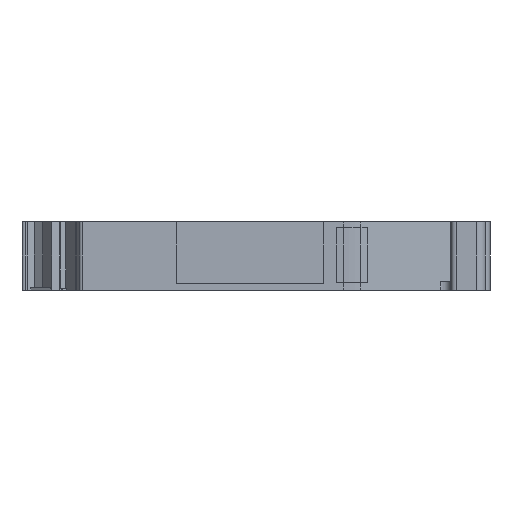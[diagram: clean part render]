
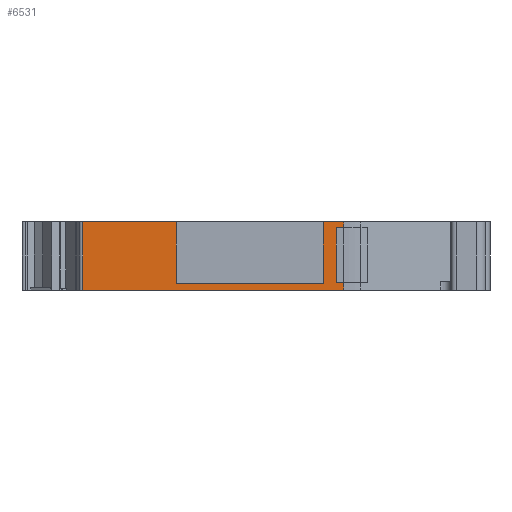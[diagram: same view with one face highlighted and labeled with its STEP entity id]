
A CAD part, left-side view. The second image highlights one B-rep face of the part: STEP entity #6531.
In plain terms, the highlighted planar face has unit normal (-1, 0, 0).
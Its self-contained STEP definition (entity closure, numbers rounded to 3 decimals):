
#111 = EDGE_CURVE ( 'NONE', #7686, #3350, #3966, .T. ) ;
#274 = CARTESIAN_POINT ( 'NONE',  ( -24.7, 38.528, 8. ) ) ;
#362 = DIRECTION ( 'NONE',  ( 0., 0., -1. ) ) ;
#373 = ORIENTED_EDGE ( 'NONE', *, *, #1586, .F. ) ;
#391 = VERTEX_POINT ( 'NONE', #4957 ) ;
#399 = AXIS2_PLACEMENT_3D ( 'NONE', #4659, #3495, #2915 ) ;
#576 = DIRECTION ( 'NONE',  ( 0., 0., -1. ) ) ;
#648 = CARTESIAN_POINT ( 'NONE',  ( -24.7, 8.002, 0. ) ) ;
#811 = CARTESIAN_POINT ( 'NONE',  ( -24.7, 8.002, 0.9 ) ) ;
#886 = CARTESIAN_POINT ( 'NONE',  ( -24.7, 8.002, 8. ) ) ;
#958 = VERTEX_POINT ( 'NONE', #811 ) ;
#1282 = VECTOR ( 'NONE', #7069, 1000. ) ;
#1321 = EDGE_LOOP ( 'NONE', ( #2481, #5646, #3209, #4016, #6832, #2158, #3195, #3009, #373, #1616, #3445, #1672 ) ) ;
#1333 = DIRECTION ( 'NONE',  ( 0., -1., 0. ) ) ;
#1409 = VERTEX_POINT ( 'NONE', #5608 ) ;
#1410 = VERTEX_POINT ( 'NONE', #5525 ) ;
#1446 = LINE ( 'NONE', #7097, #1282 ) ;
#1510 = DIRECTION ( 'NONE',  ( 0., -1., 0. ) ) ;
#1526 = CARTESIAN_POINT ( 'NONE',  ( -24.7, 38.528, 0. ) ) ;
#1586 = EDGE_CURVE ( 'NONE', #5903, #2106, #6816, .T. ) ;
#1616 = ORIENTED_EDGE ( 'NONE', *, *, #7614, .F. ) ;
#1672 = ORIENTED_EDGE ( 'NONE', *, *, #7649, .F. ) ;
#1873 = CARTESIAN_POINT ( 'NONE',  ( -24.7, 8.002, 8. ) ) ;
#1995 = EDGE_CURVE ( 'NONE', #2106, #3660, #2858, .T. ) ;
#2029 = CARTESIAN_POINT ( 'NONE',  ( -24.7, 27.608, 0.9 ) ) ;
#2106 = VERTEX_POINT ( 'NONE', #1873 ) ;
#2108 = CARTESIAN_POINT ( 'NONE',  ( -24.7, 27.608, 0.8 ) ) ;
#2158 = ORIENTED_EDGE ( 'NONE', *, *, #4922, .F. ) ;
#2481 = ORIENTED_EDGE ( 'NONE', *, *, #5295, .F. ) ;
#2531 = DIRECTION ( 'NONE',  ( 0., 0., -1. ) ) ;
#2557 = CARTESIAN_POINT ( 'NONE',  ( -24.7, 8.002, 8. ) ) ;
#2858 = LINE ( 'NONE', #2557, #3299 ) ;
#2915 = DIRECTION ( 'NONE',  ( 0., 0., -1. ) ) ;
#3009 = ORIENTED_EDGE ( 'NONE', *, *, #1995, .F. ) ;
#3166 = DIRECTION ( 'NONE',  ( 0., 1., 0. ) ) ;
#3190 = CARTESIAN_POINT ( 'NONE',  ( -24.7, 8.904, 0.9 ) ) ;
#3195 = ORIENTED_EDGE ( 'NONE', *, *, #7605, .F. ) ;
#3209 = ORIENTED_EDGE ( 'NONE', *, *, #111, .T. ) ;
#3240 = CARTESIAN_POINT ( 'NONE',  ( -24.7, 10.408, 0.9 ) ) ;
#3299 = VECTOR ( 'NONE', #2531, 1000. ) ;
#3350 = VERTEX_POINT ( 'NONE', #648 ) ;
#3445 = ORIENTED_EDGE ( 'NONE', *, *, #7641, .F. ) ;
#3495 = DIRECTION ( 'NONE',  ( 1., 0., 0. ) ) ;
#3513 = VERTEX_POINT ( 'NONE', #7255 ) ;
#3530 = EDGE_CURVE ( 'NONE', #3513, #958, #1446, .T. ) ;
#3628 = CARTESIAN_POINT ( 'NONE',  ( -24.7, 27.608, 0.8 ) ) ;
#3660 = VERTEX_POINT ( 'NONE', #6373 ) ;
#3896 = PLANE ( 'NONE',  #399 ) ;
#3936 = VECTOR ( 'NONE', #1333, 1000. ) ;
#3957 = VECTOR ( 'NONE', #6578, 1000. ) ;
#3966 = LINE ( 'NONE', #6614, #3957 ) ;
#3970 = LINE ( 'NONE', #886, #3936 ) ;
#4016 = ORIENTED_EDGE ( 'NONE', *, *, #7573, .F. ) ;
#4112 = VERTEX_POINT ( 'NONE', #3628 ) ;
#4384 = CARTESIAN_POINT ( 'NONE',  ( -24.7, 8.904, 7.3 ) ) ;
#4386 = DIRECTION ( 'NONE',  ( 0., -1., 0. ) ) ;
#4510 = CARTESIAN_POINT ( 'NONE',  ( -24.7, 8.002, 8. ) ) ;
#4659 = CARTESIAN_POINT ( 'NONE',  ( -24.7, 8.002, 8. ) ) ;
#4691 = VECTOR ( 'NONE', #362, 1000. ) ;
#4696 = LINE ( 'NONE', #2029, #4691 ) ;
#4718 = VECTOR ( 'NONE', #1510, 1000. ) ;
#4750 = LINE ( 'NONE', #2108, #4718 ) ;
#4775 = VECTOR ( 'NONE', #3166, 1000. ) ;
#4780 = LINE ( 'NONE', #4384, #4775 ) ;
#4810 = LINE ( 'NONE', #3240, #4816 ) ;
#4816 = VECTOR ( 'NONE', #5053, 1000. ) ;
#4842 = VECTOR ( 'NONE', #5706, 1000. ) ;
#4916 = VECTOR ( 'NONE', #7607, 1000. ) ;
#4922 = EDGE_CURVE ( 'NONE', #1410, #3513, #7006, .T. ) ;
#4924 = LINE ( 'NONE', #6914, #4842 ) ;
#4957 = CARTESIAN_POINT ( 'NONE',  ( -24.7, 27.608, 8. ) ) ;
#4958 = LINE ( 'NONE', #274, #4916 ) ;
#5053 = DIRECTION ( 'NONE',  ( 0., 0., 1. ) ) ;
#5295 = EDGE_CURVE ( 'NONE', #7656, #391, #3970, .T. ) ;
#5525 = CARTESIAN_POINT ( 'NONE',  ( -24.7, 8.904, 7.3 ) ) ;
#5608 = CARTESIAN_POINT ( 'NONE',  ( -24.7, 10.408, 0.8 ) ) ;
#5646 = ORIENTED_EDGE ( 'NONE', *, *, #7530, .T. ) ;
#5706 = DIRECTION ( 'NONE',  ( 0., 0., -1. ) ) ;
#5903 = VERTEX_POINT ( 'NONE', #7679 ) ;
#6319 = CARTESIAN_POINT ( 'NONE',  ( -24.7, 38.528, 8. ) ) ;
#6373 = CARTESIAN_POINT ( 'NONE',  ( -24.7, 8.002, 7.3 ) ) ;
#6531 = ADVANCED_FACE ( 'NONE', ( #7195 ), #3896, .F. ) ;
#6578 = DIRECTION ( 'NONE',  ( 0., -1., 0. ) ) ;
#6614 = CARTESIAN_POINT ( 'NONE',  ( -24.7, 8.002, 0. ) ) ;
#6736 = VECTOR ( 'NONE', #4386, 1000. ) ;
#6816 = LINE ( 'NONE', #4510, #6736 ) ;
#6832 = ORIENTED_EDGE ( 'NONE', *, *, #3530, .F. ) ;
#6914 = CARTESIAN_POINT ( 'NONE',  ( -24.7, 8.002, 8. ) ) ;
#7006 = LINE ( 'NONE', #3190, #7109 ) ;
#7069 = DIRECTION ( 'NONE',  ( 0., -1., 0. ) ) ;
#7097 = CARTESIAN_POINT ( 'NONE',  ( -24.7, 8.904, 0.9 ) ) ;
#7109 = VECTOR ( 'NONE', #576, 1000. ) ;
#7195 = FACE_OUTER_BOUND ( 'NONE', #1321, .T. ) ;
#7255 = CARTESIAN_POINT ( 'NONE',  ( -24.7, 8.904, 0.9 ) ) ;
#7530 = EDGE_CURVE ( 'NONE', #7656, #7686, #4958, .T. ) ;
#7573 = EDGE_CURVE ( 'NONE', #958, #3350, #4924, .T. ) ;
#7605 = EDGE_CURVE ( 'NONE', #3660, #1410, #4780, .T. ) ;
#7607 = DIRECTION ( 'NONE',  ( 0., 0., -1. ) ) ;
#7614 = EDGE_CURVE ( 'NONE', #1409, #5903, #4810, .T. ) ;
#7641 = EDGE_CURVE ( 'NONE', #4112, #1409, #4750, .T. ) ;
#7649 = EDGE_CURVE ( 'NONE', #391, #4112, #4696, .T. ) ;
#7656 = VERTEX_POINT ( 'NONE', #6319 ) ;
#7679 = CARTESIAN_POINT ( 'NONE',  ( -24.7, 10.408, 8. ) ) ;
#7686 = VERTEX_POINT ( 'NONE', #1526 ) ;
